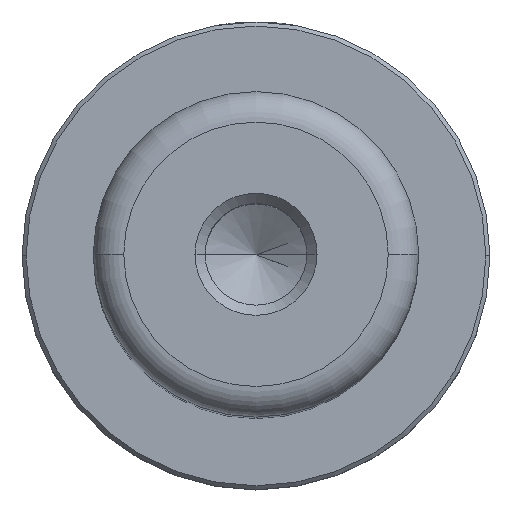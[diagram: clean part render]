
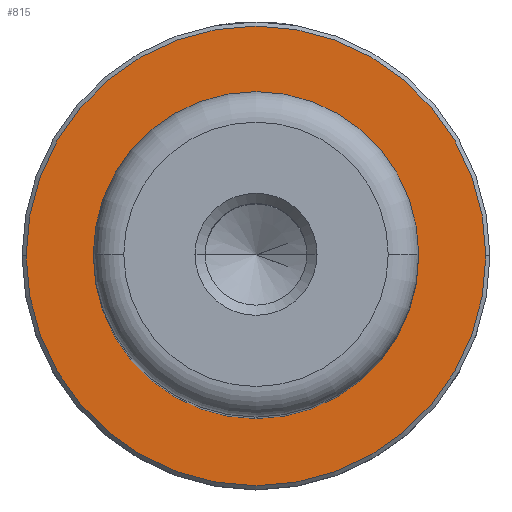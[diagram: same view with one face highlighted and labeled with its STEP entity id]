
A CAD part, top view. The second image highlights one B-rep face of the part: STEP entity #815.
In plain terms, the highlighted planar face has unit normal (0, 0, 1).
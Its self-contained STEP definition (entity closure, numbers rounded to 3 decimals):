
#15 = DIRECTION ( 'NONE',  ( 0., 0., 1. ) ) ;
#70 = CARTESIAN_POINT ( 'NONE',  ( 0., 0., 15. ) ) ;
#82 = DIRECTION ( 'NONE',  ( 1., 0., 0. ) ) ;
#97 = DIRECTION ( 'NONE',  ( 0., 0., 1. ) ) ;
#102 = AXIS2_PLACEMENT_3D ( 'NONE', #804, #796, #788 ) ;
#263 = CARTESIAN_POINT ( 'NONE',  ( 11.3, 0., 15. ) ) ;
#343 = EDGE_CURVE ( 'NONE', #1194, #1192, #1870, .T. ) ;
#407 = ORIENTED_EDGE ( 'NONE', *, *, #1498, .T. ) ;
#429 = EDGE_CURVE ( 'NONE', #899, #1136, #2100, .T. ) ;
#496 = CARTESIAN_POINT ( 'NONE',  ( 0., 0., 15. ) ) ;
#510 = AXIS2_PLACEMENT_3D ( 'NONE', #70, #15, #82 ) ;
#552 = CIRCLE ( 'NONE', #1548, 11.3 ) ;
#559 = FACE_BOUND ( 'NONE', #795, .T. ) ;
#650 = DIRECTION ( 'NONE',  ( -1., 0., 0. ) ) ;
#788 = DIRECTION ( 'NONE',  ( 1., 0., 0. ) ) ;
#794 = EDGE_LOOP ( 'NONE', ( #407, #1107 ) ) ;
#795 = EDGE_LOOP ( 'NONE', ( #1639, #954 ) ) ;
#796 = DIRECTION ( 'NONE',  ( 0., 0., 1. ) ) ;
#804 = CARTESIAN_POINT ( 'NONE',  ( 0., 0., 15. ) ) ;
#815 = ADVANCED_FACE ( 'NONE', ( #1381, #559 ), #1057, .T. ) ;
#899 = VERTEX_POINT ( 'NONE', #263 ) ;
#954 = ORIENTED_EDGE ( 'NONE', *, *, #343, .T. ) ;
#1008 = CARTESIAN_POINT ( 'NONE',  ( -7.5, 0., 15. ) ) ;
#1057 = PLANE ( 'NONE',  #510 ) ;
#1085 = CARTESIAN_POINT ( 'NONE',  ( 0., 0., 15. ) ) ;
#1107 = ORIENTED_EDGE ( 'NONE', *, *, #429, .T. ) ;
#1109 = DIRECTION ( 'NONE',  ( -1., 0., 0. ) ) ;
#1114 = DIRECTION ( 'NONE',  ( 0., 0., -1. ) ) ;
#1121 = CARTESIAN_POINT ( 'NONE',  ( 0., 0., 15. ) ) ;
#1136 = VERTEX_POINT ( 'NONE', #1156 ) ;
#1156 = CARTESIAN_POINT ( 'NONE',  ( -11.3, 0., 15. ) ) ;
#1178 = CARTESIAN_POINT ( 'NONE',  ( 7.5, 0., 15. ) ) ;
#1192 = VERTEX_POINT ( 'NONE', #1008 ) ;
#1194 = VERTEX_POINT ( 'NONE', #1178 ) ;
#1261 = DIRECTION ( 'NONE',  ( 1., 0., 0. ) ) ;
#1284 = AXIS2_PLACEMENT_3D ( 'NONE', #496, #1661, #650 ) ;
#1381 = FACE_OUTER_BOUND ( 'NONE', #794, .T. ) ;
#1498 = EDGE_CURVE ( 'NONE', #1136, #899, #552, .T. ) ;
#1528 = CIRCLE ( 'NONE', #1284, 7.5 ) ;
#1548 = AXIS2_PLACEMENT_3D ( 'NONE', #1085, #97, #1261 ) ;
#1597 = AXIS2_PLACEMENT_3D ( 'NONE', #1121, #1114, #1109 ) ;
#1639 = ORIENTED_EDGE ( 'NONE', *, *, #1778, .T. ) ;
#1661 = DIRECTION ( 'NONE',  ( 0., 0., -1. ) ) ;
#1778 = EDGE_CURVE ( 'NONE', #1192, #1194, #1528, .T. ) ;
#1870 = CIRCLE ( 'NONE', #1597, 7.5 ) ;
#2100 = CIRCLE ( 'NONE', #102, 11.3 ) ;
